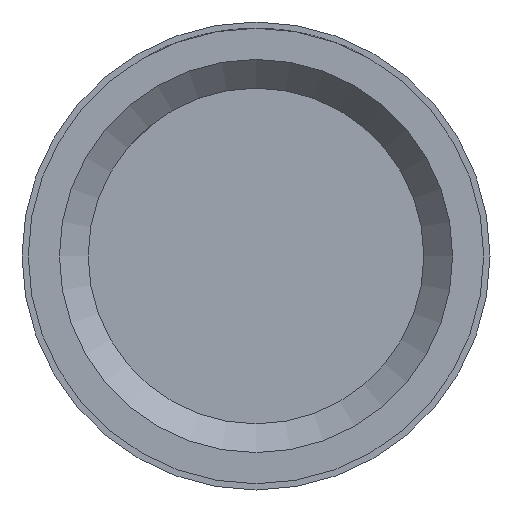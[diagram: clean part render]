
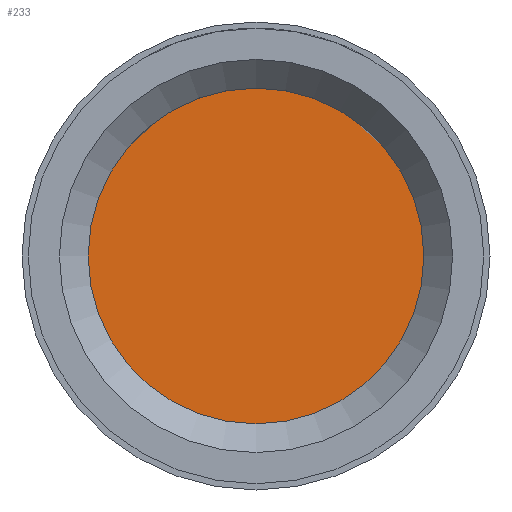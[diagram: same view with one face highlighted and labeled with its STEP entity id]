
A CAD part, front view. The second image highlights one B-rep face of the part: STEP entity #233.
In plain terms, the highlighted planar face has unit normal (0, -1, 0).
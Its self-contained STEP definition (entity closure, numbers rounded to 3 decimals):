
#25=PLANE('',#276);
#40=CIRCLE('',#273,1.75);
#58=FACE_OUTER_BOUND('',#78,.T.);
#78=EDGE_LOOP('',(#195));
#123=VERTEX_POINT('',#474);
#149=EDGE_CURVE('',#123,#123,#40,.T.);
#195=ORIENTED_EDGE('',*,*,#149,.F.);
#233=ADVANCED_FACE('',(#58),#25,.T.);
#273=AXIS2_PLACEMENT_3D('',#476,#333,#334);
#276=AXIS2_PLACEMENT_3D('',#480,#339,#340);
#333=DIRECTION('center_axis',(0.,1.,0.));
#334=DIRECTION('ref_axis',(-1.,0.,0.));
#339=DIRECTION('center_axis',(0.,-1.,0.));
#340=DIRECTION('ref_axis',(-1.,0.,0.));
#474=CARTESIAN_POINT('',(1.75,-0.75,0.));
#476=CARTESIAN_POINT('Origin',(0.,-0.75,0.));
#480=CARTESIAN_POINT('Origin',(0.,-0.75,0.));
